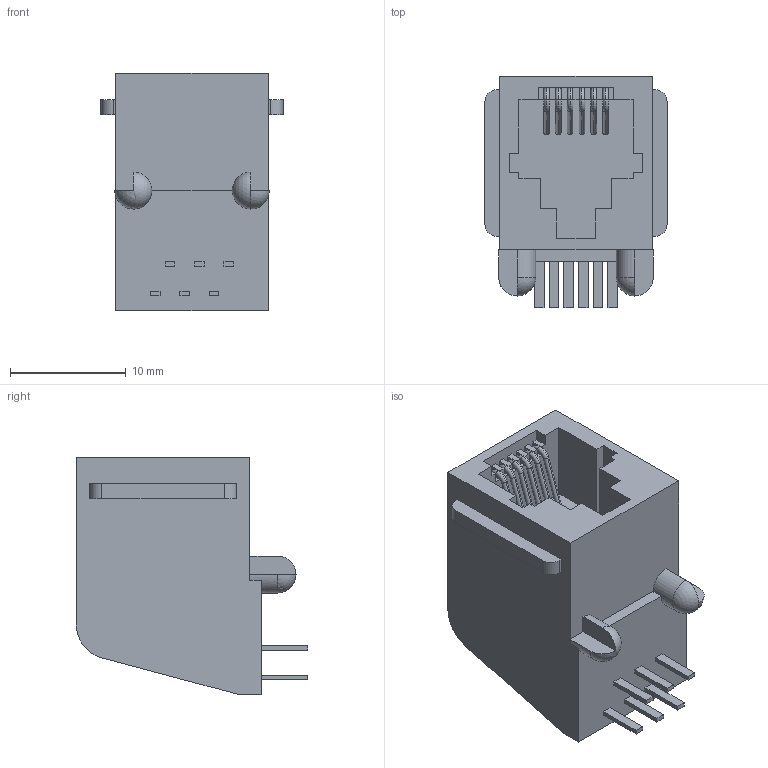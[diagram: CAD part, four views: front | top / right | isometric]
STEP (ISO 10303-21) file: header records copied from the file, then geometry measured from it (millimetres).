
FILE_DESCRIPTION (( 'STEP AP203' ), '1' );
FILE_NAME ('Mod-Jack-K122449002-Stig-W.step', '2004-12-01T08:08:38', ( 'Christer' ), ( 'Cevican AB' ), 'SwSTEP 2.0', 'SolidWorks 2002308', '' );
FILE_SCHEMA (( 'CONFIG_CONTROL_DESIGN' ));
Length unit declared in the file: millimetre
Products named in the file (1): Mod-Jack-K122449002-Stig-W
Bounding box: 15.75 x 20 x 20.57 mm (x, y, z)
Volume: 3217.8 mm3; surface area: 2106.6 mm2
Topology: 1 solids, 1 shells, 159 faces, 422 edges, 270 vertices
Faces by surface type: plane 112, torus 24, cylinder 20, sphere 3
Entity records: 4944 total; most frequent: CARTESIAN_POINT 880, ORIENTED_EDGE 832, DIRECTION 821, EDGE_CURVE 416, LINE 307, VECTOR 307, VERTEX_POINT 268, AXIS2_PLACEMENT_3D 257
